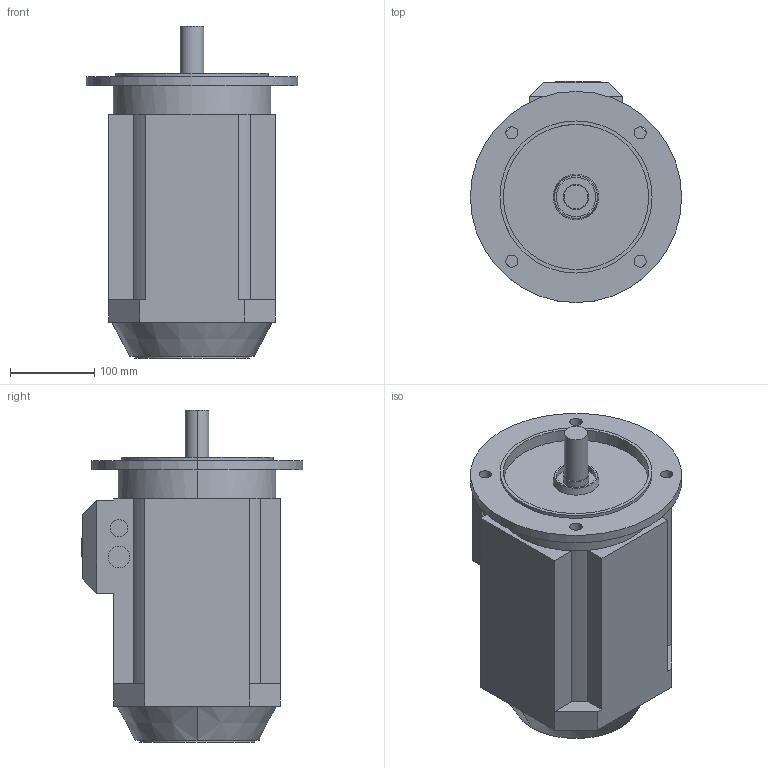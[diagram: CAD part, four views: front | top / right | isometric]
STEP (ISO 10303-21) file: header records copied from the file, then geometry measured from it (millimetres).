
FILE_DESCRIPTION(/* description */ (''),/* implementation_level */ '2;1');
FILE_NAME(/* name */ 'M2AA IE2 112 B5.stp',/* time_stamp */ '2015-06-30T08:10:00+02:00',/* author */ (''),/* organization */ (''),/* preprocessor_version */ 'ST-DEVELOPER v14',/* originating_system */ 'SIEMENS PLM Software NX 8.0',/* authorisation */ '');
FILE_SCHEMA (('AUTOMOTIVE_DESIGN { 1 0 10303 214 3 1 1 1 }'));
Length unit declared in the file: millimetre
Products named in the file (1): A2.4734_igs
Bounding box: 250 x 262 x 393 mm (x, y, z)
Volume: 10749204.3 mm3; surface area: 374618.7 mm2
Topology: 1 solids, 1 shells, 161 faces, 386 edges, 252 vertices
Faces by surface type: plane 111, cylinder 36, bspline 10, cone 4
Entity records: 4724 total; most frequent: CARTESIAN_POINT 906, ORIENTED_EDGE 772, DIRECTION 758, EDGE_CURVE 386, LINE 278, VECTOR 278, VERTEX_POINT 252, AXIS2_PLACEMENT_3D 240
